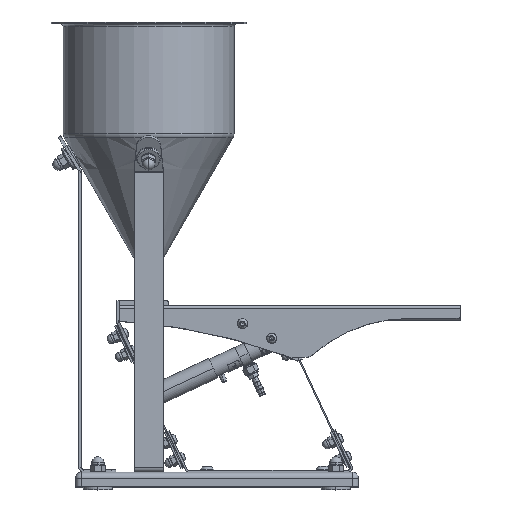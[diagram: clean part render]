
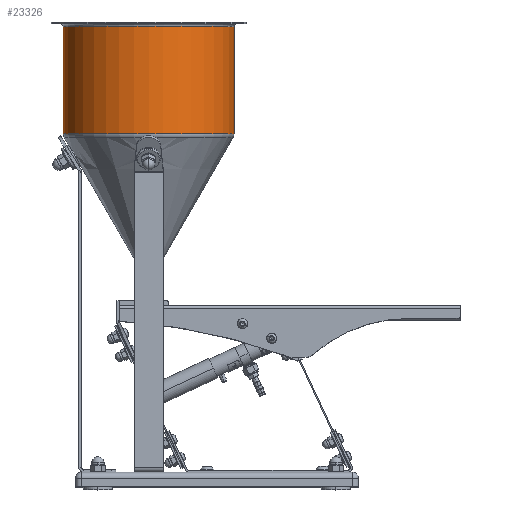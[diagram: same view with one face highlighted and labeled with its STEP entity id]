
A CAD part, top view. The second image highlights one B-rep face of the part: STEP entity #23326.
In plain terms, the highlighted cylindrical face has radius 87.555 mm (diameter 175.111 mm), a partial arc.
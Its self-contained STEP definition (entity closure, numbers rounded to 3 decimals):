
#16836 = CIRCLE ( 'NONE', #151147, 87.556 ) ;
#16919 = LINE ( 'NONE', #19684, #16930 ) ;
#16927 = VECTOR ( 'NONE', #19698, 1000. ) ;
#16930 = VECTOR ( 'NONE', #19686, 1000. ) ;
#16932 = LINE ( 'NONE', #19696, #16927 ) ;
#16940 = CIRCLE ( 'NONE', #151214, 87.556 ) ;
#19454 = CARTESIAN_POINT ( 'NONE',  ( 0., 361.876, 0. ) ) ;
#19457 = DIRECTION ( 'NONE',  ( 0., 1., 0. ) ) ;
#19459 = DIRECTION ( 'NONE',  ( -1., 0., 0. ) ) ;
#19655 = CARTESIAN_POINT ( 'NONE',  ( 0., 472., 0. ) ) ;
#19684 = CARTESIAN_POINT ( 'NONE',  ( -87.556, 200., 0. ) ) ;
#19686 = DIRECTION ( 'NONE',  ( 0., -1., 0. ) ) ;
#19691 = DIRECTION ( 'NONE',  ( 0., -1., 0. ) ) ;
#19693 = DIRECTION ( 'NONE',  ( 1., 0., 0. ) ) ;
#19696 = CARTESIAN_POINT ( 'NONE',  ( 87.556, 200., 0. ) ) ;
#19698 = DIRECTION ( 'NONE',  ( 0., -1., 0. ) ) ;
#23326 = ADVANCED_FACE ( 'NONE', ( #54219 ), #54222, .T. ) ;
#27134 = CARTESIAN_POINT ( 'NONE',  ( 87.556, 361.876, 0. ) ) ;
#27136 = CARTESIAN_POINT ( 'NONE',  ( -87.556, 361.876, 0. ) ) ;
#27152 = CARTESIAN_POINT ( 'NONE',  ( -87.556, 472., 0. ) ) ;
#27154 = CARTESIAN_POINT ( 'NONE',  ( 87.556, 472., 0. ) ) ;
#42195 = AXIS2_PLACEMENT_3D ( 'NONE', #55489, #55462, #55460 ) ;
#54219 = FACE_OUTER_BOUND ( 'NONE', #69434, .T. ) ;
#54222 = CYLINDRICAL_SURFACE ( 'NONE', #42195, 87.556 ) ;
#55460 = DIRECTION ( 'NONE',  ( 1., 0., 0. ) ) ;
#55462 = DIRECTION ( 'NONE',  ( 0., -1., 0. ) ) ;
#55489 = CARTESIAN_POINT ( 'NONE',  ( 0., 200., 0. ) ) ;
#69434 = EDGE_LOOP ( 'NONE', ( #88539, #88540, #88541, #88542 ) ) ;
#82371 = EDGE_CURVE ( 'NONE', #87112, #87111, #16836, .T. ) ;
#82466 = EDGE_CURVE ( 'NONE', #87121, #87112, #16919, .T. ) ;
#82469 = EDGE_CURVE ( 'NONE', #87122, #87121, #16940, .T. ) ;
#82473 = EDGE_CURVE ( 'NONE', #87122, #87111, #16932, .T. ) ;
#87111 = VERTEX_POINT ( 'NONE', #27134 ) ;
#87112 = VERTEX_POINT ( 'NONE', #27136 ) ;
#87121 = VERTEX_POINT ( 'NONE', #27152 ) ;
#87122 = VERTEX_POINT ( 'NONE', #27154 ) ;
#88539 = ORIENTED_EDGE ( 'NONE', *, *, #82469, .T. ) ;
#88540 = ORIENTED_EDGE ( 'NONE', *, *, #82466, .T. ) ;
#88541 = ORIENTED_EDGE ( 'NONE', *, *, #82371, .T. ) ;
#88542 = ORIENTED_EDGE ( 'NONE', *, *, #82473, .F. ) ;
#151147 = AXIS2_PLACEMENT_3D ( 'NONE', #19454, #19457, #19459 ) ;
#151214 = AXIS2_PLACEMENT_3D ( 'NONE', #19655, #19691, #19693 ) ;
